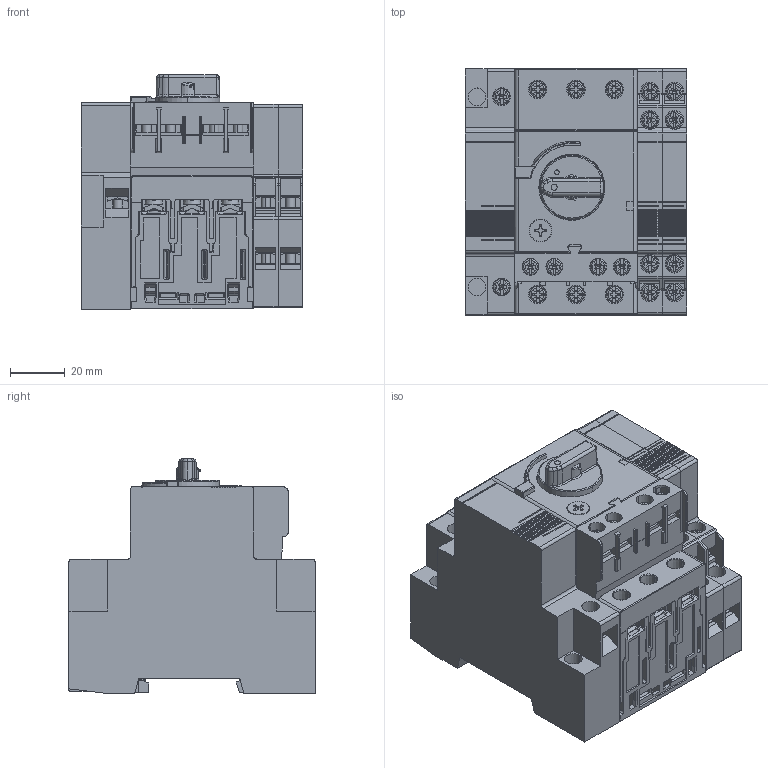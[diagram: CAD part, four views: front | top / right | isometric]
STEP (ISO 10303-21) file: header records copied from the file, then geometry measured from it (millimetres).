
FILE_DESCRIPTION(('FreeCAD Model'),'2;1');
FILE_NAME('3D-KTA5-32A-0.16A incl accessories.step', '2020-05-01T09:37:03',('Author'),(''), 'Open CASCADE STEP processor 7.2','FreeCAD','Unknown');
FILE_SCHEMA(('AUTOMOTIVE_DESIGN { 1 0 10303 214 1 1 1 1 }'));
Length unit declared in the file: millimetre
Products named in the file (29): 10004706968_ASM; 10004706969; 10004706771_ASM; 10004706769001; 10004706770; SOLID007; SHELL007; 10004706770001; 10004706770002; 10004706770003; 10004706771_ASM001; 10004706770004; 10004706770005; 10004706770006; 10004706770007; 10004706808_ASM; 10004706806; 10004706807; SOLID009; SHELL009; 10004706807001; 10004706812_ASM; 10004706810; 10004706811; SOLID013; SHELL013; 10004706811001; 10004706811002; 10004706811003
Assembly tree (51 placements, depth 4):
  10004706968_ASM
    10004706969
    10004706771_ASM
      10004706769001
      10004706770
        SOLID007
        SHELL007
      10004706770001
        SOLID007
        SHELL007
      10004706770002
        SOLID007
        SHELL007
      10004706770003
        SOLID007
        SHELL007
    10004706771_ASM001
      10004706769001
      10004706770004
        SOLID007
        SHELL007
      10004706770005
        SOLID007
        SHELL007
      10004706770006
        SOLID007
        SHELL007
      10004706770007
        SOLID007
        SHELL007
    10004706808_ASM
      10004706806
      10004706807
        SOLID009
        SHELL009
      10004706807001
        SOLID009
        SHELL009
    10004706812_ASM
      10004706810
      10004706811
        SOLID013
        SHELL013
      10004706811001
        SOLID013
        SHELL013
      10004706811002
        SOLID013
        SHELL013
      10004706811003
        SOLID013
        SHELL013
Bounding box: 81 x 90.04 x 85.63 mm (x, y, z)
Volume: 179360.6 mm3; surface area: 108134.9 mm2
Topology: 18 solids, 33 shells, 7195 faces, 20282 edges, 13283 vertices
Faces by surface type: plane 5376, cylinder 1173, cone 345, torus 140, bspline 105, sphere 55, extrusion 1
Entity records: 517795 total; most frequent: CARTESIAN_POINT 141673, DIRECTION 58696, VECTOR 41324, LINE 41323, ORIENTED_EDGE 34710, PCURVE 34710, DEFINITIONAL_REPRESENTATION 34710, EDGE_CURVE 17360
